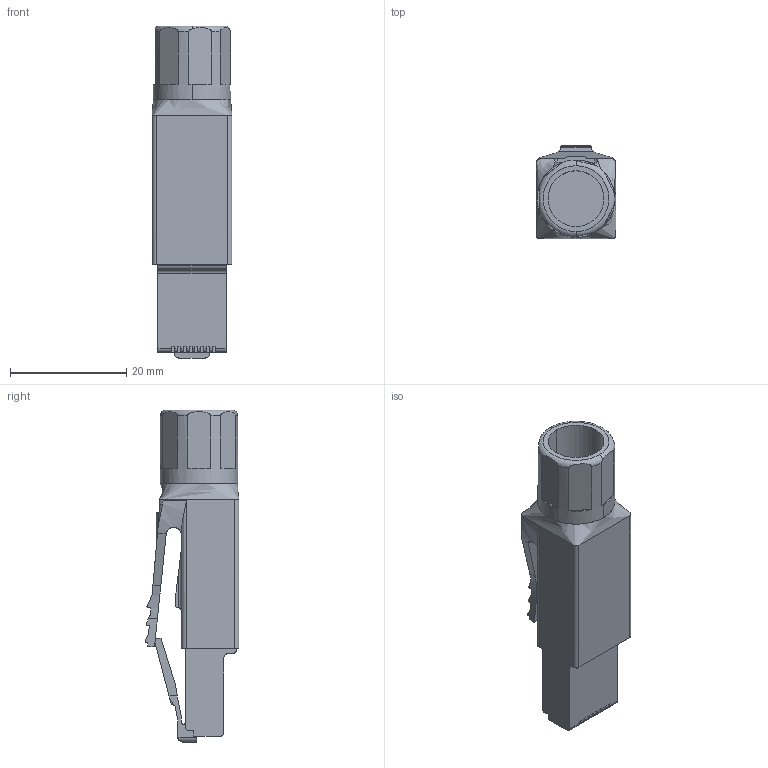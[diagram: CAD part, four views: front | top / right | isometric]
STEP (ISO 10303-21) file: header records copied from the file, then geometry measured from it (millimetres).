
FILE_DESCRIPTION (( 'STEP AP214' ), '1' );
FILE_NAME ('7000-74011-0000000.step', '2017-08-16T13:39:53', ( '' ), ( '' ), 'SwSTEP 2.0', 'SolidWorks 2017', '' );
FILE_SCHEMA (( 'AUTOMOTIVE_DESIGN' ));
Length unit declared in the file: inch
Products named in the file (1): 7000-74011-0000000
Bounding box: 13.7 x 16.12 x 57 mm (x, y, z)
Volume: 6475.7 mm3; surface area: 4101.5 mm2
Topology: 2 solids, 2 shells, 206 faces, 579 edges, 378 vertices
Faces by surface type: plane 124, cylinder 69, bspline 5, cone 4, torus 4
Entity records: 9334 total; most frequent: CARTESIAN_POINT 2403, ORIENTED_EDGE 1158, DIRECTION 936, EDGE_CURVE 579, LINE 388, VECTOR 388, VERTEX_POINT 378, AXIS2_PLACEMENT_3D 274
